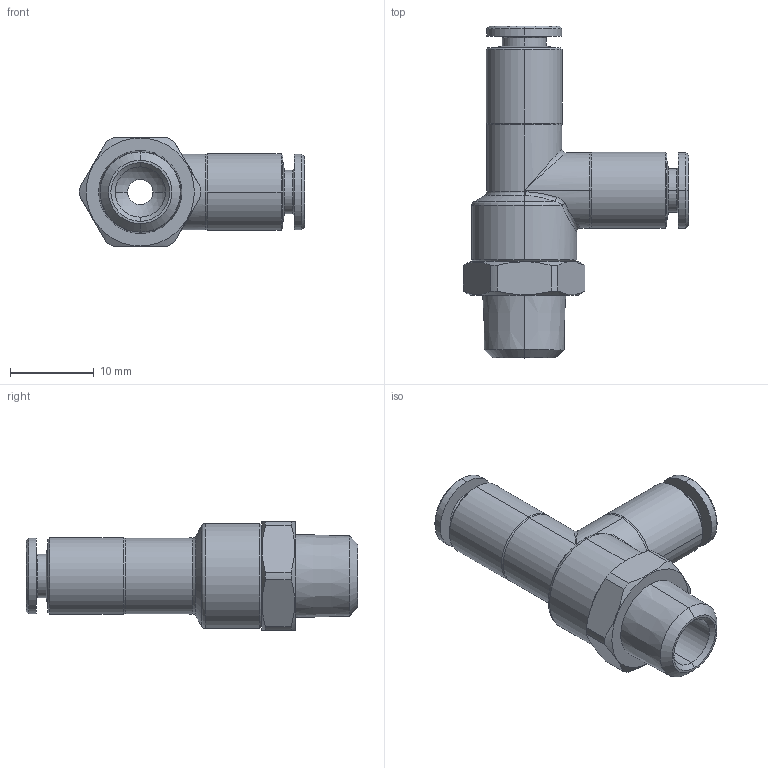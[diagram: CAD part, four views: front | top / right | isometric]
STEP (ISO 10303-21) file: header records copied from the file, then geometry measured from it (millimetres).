
FILE_DESCRIPTION (( 'STEP AP203' ), '1' );
FILE_NAME ('A0130011.STEP', '2009-11-27T10:36:30', ( 'Gabriele' ), ( 'C.Matic srl' ), 'SwSTEP 2.0', 'SolidWorks 2009', '' );
FILE_SCHEMA (( 'CONFIG_CONTROL_DESIGN' ));
Length unit declared in the file: millimetre
Products named in the file (1): A0130011
Bounding box: 26.85 x 39.6 x 13 mm (x, y, z)
Volume: 3163 mm3; surface area: 2841.4 mm2
Topology: 1 solids, 1 shells, 112 faces, 254 edges, 146 vertices
Faces by surface type: cone 39, cylinder 36, plane 15, torus 10, bspline 8, sphere 4
Entity records: 4106 total; most frequent: CARTESIAN_POINT 1534, DIRECTION 562, ORIENTED_EDGE 500, EDGE_CURVE 250, AXIS2_PLACEMENT_3D 241, VERTEX_POINT 146, CIRCLE 136, EDGE_LOOP 122
